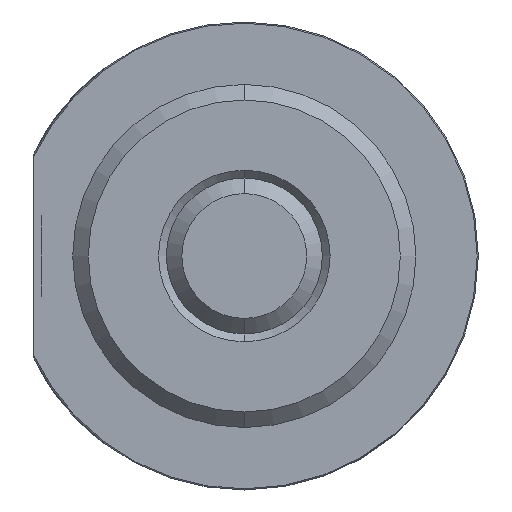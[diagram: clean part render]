
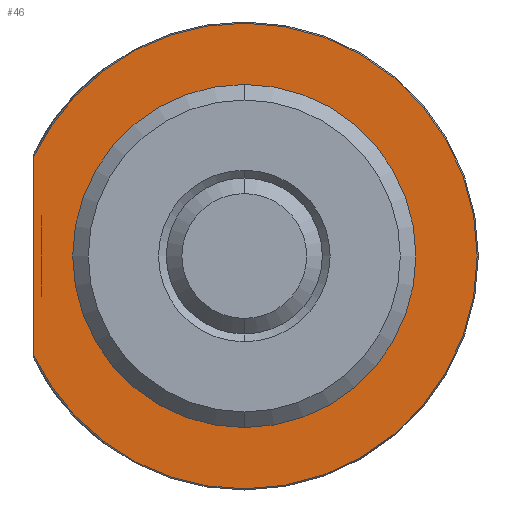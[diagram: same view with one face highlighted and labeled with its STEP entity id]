
A CAD part, left-side view. The second image highlights one B-rep face of the part: STEP entity #46.
In plain terms, the highlighted planar face has unit normal (-1, 0, 0).
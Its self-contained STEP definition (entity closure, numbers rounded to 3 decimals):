
#46 = ADVANCED_FACE ( 'NONE', ( #2274, #2283 ), #407, .F. ) ;
#182 = VERTEX_POINT ( 'NONE', #720 ) ;
#183 = VERTEX_POINT ( 'NONE', #721 ) ;
#190 = VERTEX_POINT ( 'NONE', #728 ) ;
#217 = VERTEX_POINT ( 'NONE', #755 ) ;
#220 = VERTEX_POINT ( 'NONE', #758 ) ;
#221 = VERTEX_POINT ( 'NONE', #759 ) ;
#406 = CARTESIAN_POINT ( 'NONE',  ( 22., 11., 0. ) ) ;
#407 = PLANE ( 'NONE',  #3048 ) ;
#408 = DIRECTION ( 'NONE',  ( 1., 0., 0. ) ) ;
#409 = DIRECTION ( 'NONE',  ( 0., 0., -1. ) ) ;
#720 = CARTESIAN_POINT ( 'NONE',  ( 22., 0., 11. ) ) ;
#721 = CARTESIAN_POINT ( 'NONE',  ( 22., 0., -11. ) ) ;
#728 = CARTESIAN_POINT ( 'NONE',  ( 22., 13.5, -6.37 ) ) ;
#755 = CARTESIAN_POINT ( 'NONE',  ( 22., 0., -14.927 ) ) ;
#758 = CARTESIAN_POINT ( 'NONE',  ( 22., 13.5, 6.37 ) ) ;
#759 = CARTESIAN_POINT ( 'NONE',  ( 22., 0., 14.927 ) ) ;
#883 = CARTESIAN_POINT ( 'NONE',  ( 22., 0., 0. ) ) ;
#884 = DIRECTION ( 'NONE',  ( -1., 0., 0. ) ) ;
#885 = DIRECTION ( 'NONE',  ( 0., 0., -1. ) ) ;
#887 = CARTESIAN_POINT ( 'NONE',  ( 22., 0., 0. ) ) ;
#889 = DIRECTION ( 'NONE',  ( -1., 0., 0. ) ) ;
#890 = DIRECTION ( 'NONE',  ( 0., 0., -1. ) ) ;
#939 = CARTESIAN_POINT ( 'NONE',  ( 22., 0., 0. ) ) ;
#956 = DIRECTION ( 'NONE',  ( -1., 0., 0. ) ) ;
#957 = DIRECTION ( 'NONE',  ( 0., 0., 1. ) ) ;
#973 = CARTESIAN_POINT ( 'NONE',  ( 22., 13.5, 0. ) ) ;
#974 = DIRECTION ( 'NONE',  ( 0., 0., -1. ) ) ;
#984 = CARTESIAN_POINT ( 'NONE',  ( 22., 0., 0. ) ) ;
#991 = DIRECTION ( 'NONE',  ( -1., 0., 0. ) ) ;
#992 = DIRECTION ( 'NONE',  ( 0., 0., 1. ) ) ;
#1028 = CARTESIAN_POINT ( 'NONE',  ( 22., 0., 0. ) ) ;
#1029 = DIRECTION ( 'NONE',  ( -1., 0., 0. ) ) ;
#1030 = DIRECTION ( 'NONE',  ( 0., 0., -1. ) ) ;
#1638 = EDGE_LOOP ( 'NONE', ( #1978, #1938 ) ) ;
#1665 = EDGE_LOOP ( 'NONE', ( #1983, #1986, #1990, #1988 ) ) ;
#1938 = ORIENTED_EDGE ( 'NONE', *, *, #2847, .F. ) ;
#1978 = ORIENTED_EDGE ( 'NONE', *, *, #2834, .F. ) ;
#1983 = ORIENTED_EDGE ( 'NONE', *, *, #2851, .T. ) ;
#1986 = ORIENTED_EDGE ( 'NONE', *, *, #2805, .T. ) ;
#1988 = ORIENTED_EDGE ( 'NONE', *, *, #2841, .T. ) ;
#1990 = ORIENTED_EDGE ( 'NONE', *, *, #2807, .T. ) ;
#2274 = FACE_OUTER_BOUND ( 'NONE', #1665, .T. ) ;
#2283 = FACE_BOUND ( 'NONE', #1638, .T. ) ;
#2477 = CIRCLE ( 'NONE', #3124, 14.927 ) ;
#2480 = CIRCLE ( 'NONE', #3134, 14.927 ) ;
#2522 = CIRCLE ( 'NONE', #3147, 11. ) ;
#2529 = LINE ( 'NONE', #973, #2530 ) ;
#2530 = VECTOR ( 'NONE', #974, 1000. ) ;
#2538 = CIRCLE ( 'NONE', #3154, 11. ) ;
#2540 = CIRCLE ( 'NONE', #3156, 14.927 ) ;
#2805 = EDGE_CURVE ( 'NONE', #217, #221, #2477, .T. ) ;
#2807 = EDGE_CURVE ( 'NONE', #221, #220, #2480, .T. ) ;
#2834 = EDGE_CURVE ( 'NONE', #182, #183, #2522, .T. ) ;
#2841 = EDGE_CURVE ( 'NONE', #220, #190, #2529, .T. ) ;
#2847 = EDGE_CURVE ( 'NONE', #183, #182, #2538, .T. ) ;
#2851 = EDGE_CURVE ( 'NONE', #190, #217, #2540, .T. ) ;
#3048 = AXIS2_PLACEMENT_3D ( 'NONE', #406, #408, #409 ) ;
#3124 = AXIS2_PLACEMENT_3D ( 'NONE', #883, #884, #885 ) ;
#3134 = AXIS2_PLACEMENT_3D ( 'NONE', #887, #889, #890 ) ;
#3147 = AXIS2_PLACEMENT_3D ( 'NONE', #939, #956, #957 ) ;
#3154 = AXIS2_PLACEMENT_3D ( 'NONE', #984, #991, #992 ) ;
#3156 = AXIS2_PLACEMENT_3D ( 'NONE', #1028, #1029, #1030 ) ;
